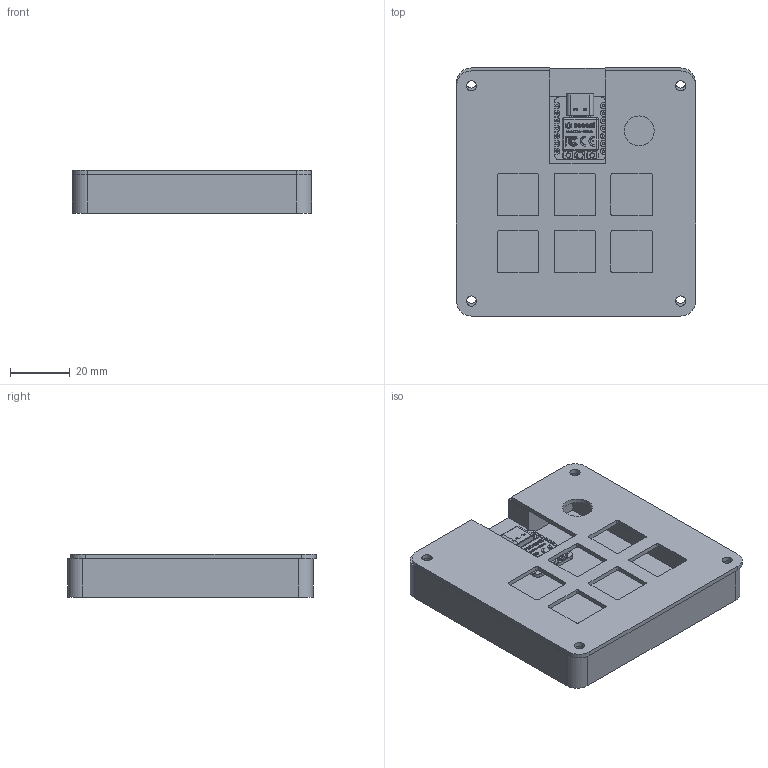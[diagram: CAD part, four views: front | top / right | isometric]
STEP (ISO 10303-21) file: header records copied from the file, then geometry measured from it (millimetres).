
FILE_DESCRIPTION(/* description */ (''),/* implementation_level */ '2;1');
FILE_NAME(/* name */ 'Full Skyboard.step',/* time_stamp */ '2026-01-17T15:42:30+01:00',/* author */ (''),/* organization */ (''),/* preprocessor_version */ 'ST-DEVELOPER v20.1',/* originating_system */ 'Autodesk Translation Framework v14.21.0.0',/* authorisation */ '');
FILE_SCHEMA (('AUTOMOTIVE_DESIGN { 1 0 10303 214 3 1 1 }'));
Length unit declared in the file: millimetre
Products named in the file (15): 2026-01-17-15-21-38-870; 2026-01-17-14-23-00-826; 2026-01-17-14-23-00-827; 2026-01-17-14-14-09-659; 2026-01-17-14-29-19-933; 2026-01-17-14-29-19-934; 2026-01-17-14-29-19-935; 2026-01-17-14-29-19-936; 2026-01-17-14-29-19-937; 2026-01-17-14-29-19-938; 2026-01-17-14-29-19-939; 2026-01-17-14-29-19-940; 2026-01-17-14-29-19-941; 2026-01-17-14-29-19-942; 2026-01-17-14-29-19-943
Assembly tree (14 placements, depth 5):
  2026-01-17-15-21-38-870
    2026-01-17-14-23-00-826
      2026-01-17-14-23-00-827
    2026-01-17-14-14-09-659
    2026-01-17-14-29-19-933
      2026-01-17-14-29-19-934
        2026-01-17-14-29-19-935
        2026-01-17-14-29-19-936
        2026-01-17-14-29-19-937
          2026-01-17-14-29-19-938
          2026-01-17-14-29-19-939
          2026-01-17-14-29-19-940
          2026-01-17-14-29-19-941
          2026-01-17-14-29-19-942
        2026-01-17-14-29-19-943
Bounding box: 80.03 x 82.99 x 14.62 mm (x, y, z)
Volume: 52384 mm3; surface area: 32709.7 mm2
Topology: 85 solids, 85 shells, 1534 faces, 3952 edges, 2596 vertices
Faces by surface type: plane 949, bspline 327, cylinder 230, torus 12, sphere 10, cone 6
Full cylindrical faces by diameter (mm): 0.4 x1, 0.5 x2, 0.8 x14, 1.5 x2, 2 x1, 3.4 x8, 6 x4, 10 x1
Entity records: 49314 total; most frequent: CARTESIAN_POINT 12976, ORIENTED_EDGE 7888, DIRECTION 6270, EDGE_CURVE 3944, LINE 2810, VECTOR 2810, VERTEX_POINT 2596, AXIS2_PLACEMENT_3D 1730
